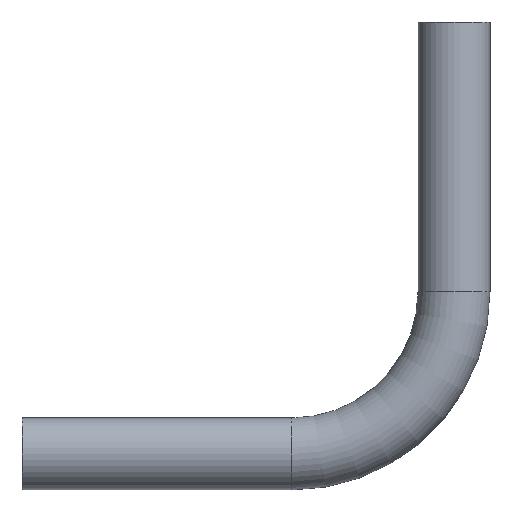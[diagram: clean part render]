
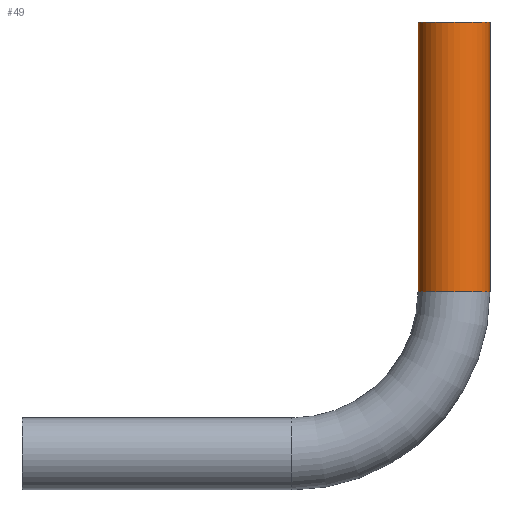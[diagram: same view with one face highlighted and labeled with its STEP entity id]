
A CAD part, front view. The second image highlights one B-rep face of the part: STEP entity #49.
In plain terms, the highlighted cylindrical face has radius 6.35 mm (diameter 12.7 mm), a partial arc.
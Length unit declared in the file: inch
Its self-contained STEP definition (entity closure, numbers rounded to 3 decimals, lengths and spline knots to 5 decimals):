
#17 = DIRECTION ( 'NONE',  ( 0., 0., 1. ) ) ;
#27 = LINE ( 'NONE', #342, #200 ) ;
#49 = ADVANCED_FACE ( 'NONE', ( #125 ), #353, .T. ) ;
#65 = VERTEX_POINT ( 'NONE', #144 ) ;
#74 = ORIENTED_EDGE ( 'NONE', *, *, #220, .F. ) ;
#75 = EDGE_CURVE ( 'NONE', #347, #106, #273, .T. ) ;
#77 = DIRECTION ( 'NONE',  ( 0., 0., -1. ) ) ;
#79 = ORIENTED_EDGE ( 'NONE', *, *, #75, .F. ) ;
#87 = CARTESIAN_POINT ( 'NONE',  ( 1.12598, 0., 1.87402 ) ) ;
#89 = CARTESIAN_POINT ( 'NONE',  ( 1.12598, 0., 0. ) ) ;
#102 = AXIS2_PLACEMENT_3D ( 'NONE', #148, #77, #335 ) ;
#106 = VERTEX_POINT ( 'NONE', #302 ) ;
#116 = CARTESIAN_POINT ( 'NONE',  ( 1.37598, 0., 1.87402 ) ) ;
#117 = EDGE_CURVE ( 'NONE', #327, #65, #27, .T. ) ;
#125 = FACE_OUTER_BOUND ( 'NONE', #418, .T. ) ;
#144 = CARTESIAN_POINT ( 'NONE',  ( 0.87598, 0., 0. ) ) ;
#148 = CARTESIAN_POINT ( 'NONE',  ( 1.12598, 0., 1.87402 ) ) ;
#159 = CARTESIAN_POINT ( 'NONE',  ( 1.37598, 0., 1.87402 ) ) ;
#164 = EDGE_CURVE ( 'NONE', #65, #106, #390, .T. ) ;
#178 = DIRECTION ( 'NONE',  ( 0., 0., -1. ) ) ;
#200 = VECTOR ( 'NONE', #178, 39.37008 ) ;
#220 = EDGE_CURVE ( 'NONE', #327, #347, #312, .T. ) ;
#227 = ORIENTED_EDGE ( 'NONE', *, *, #117, .T. ) ;
#251 = DIRECTION ( 'NONE',  ( 1., 0., 0. ) ) ;
#273 = LINE ( 'NONE', #116, #294 ) ;
#284 = ORIENTED_EDGE ( 'NONE', *, *, #164, .T. ) ;
#288 = AXIS2_PLACEMENT_3D ( 'NONE', #89, #17, #251 ) ;
#294 = VECTOR ( 'NONE', #403, 39.37008 ) ;
#302 = CARTESIAN_POINT ( 'NONE',  ( 1.37598, 0., 0. ) ) ;
#312 = CIRCLE ( 'NONE', #341, 0.25 ) ;
#327 = VERTEX_POINT ( 'NONE', #384 ) ;
#335 = DIRECTION ( 'NONE',  ( -1., 0., 0. ) ) ;
#341 = AXIS2_PLACEMENT_3D ( 'NONE', #87, #348, #344 ) ;
#342 = CARTESIAN_POINT ( 'NONE',  ( 0.87598, 0., 1.87402 ) ) ;
#344 = DIRECTION ( 'NONE',  ( 1., 0., 0. ) ) ;
#347 = VERTEX_POINT ( 'NONE', #159 ) ;
#348 = DIRECTION ( 'NONE',  ( 0., 0., 1. ) ) ;
#353 = CYLINDRICAL_SURFACE ( 'NONE', #102, 0.25 ) ;
#384 = CARTESIAN_POINT ( 'NONE',  ( 0.87598, 0., 1.87402 ) ) ;
#390 = CIRCLE ( 'NONE', #288, 0.25 ) ;
#403 = DIRECTION ( 'NONE',  ( 0., 0., -1. ) ) ;
#418 = EDGE_LOOP ( 'NONE', ( #79, #74, #227, #284 ) ) ;
